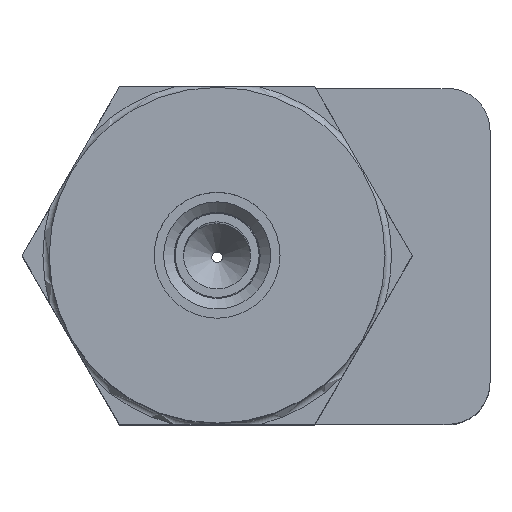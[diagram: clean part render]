
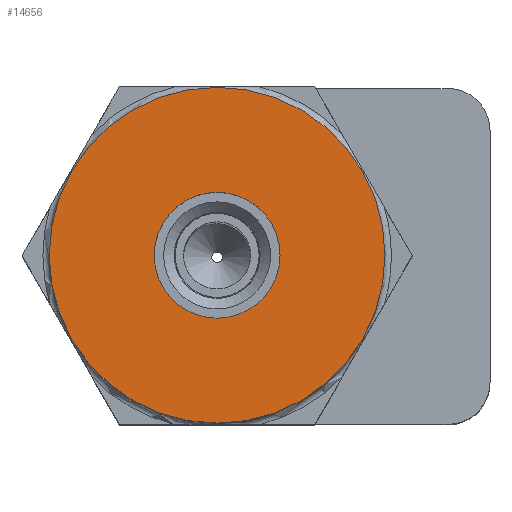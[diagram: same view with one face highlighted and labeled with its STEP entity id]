
A CAD part, top view. The second image highlights one B-rep face of the part: STEP entity #14656.
In plain terms, the highlighted planar face has unit normal (0, 0, 1).
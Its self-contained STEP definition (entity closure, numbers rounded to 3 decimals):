
#14295 = CYLINDRICAL_SURFACE('',#14296,8.);
#14296 = AXIS2_PLACEMENT_3D('',#14297,#14298,#14299);
#14297 = CARTESIAN_POINT('',(5.,8.,44.9));
#14298 = DIRECTION('',(0.,0.,1.));
#14299 = DIRECTION('',(1.,0.,0.));
#14410 = VERTEX_POINT('',#14411);
#14411 = CARTESIAN_POINT('',(13.,8.,49.6));
#14432 = EDGE_CURVE('',#14410,#14410,#14433,.T.);
#14433 = SURFACE_CURVE('',#14434,(#14439,#14468),.PCURVE_S1.);
#14434 = CIRCLE('',#14435,8.);
#14435 = AXIS2_PLACEMENT_3D('',#14436,#14437,#14438);
#14436 = CARTESIAN_POINT('',(5.,8.,49.6));
#14437 = DIRECTION('',(0.,0.,-1.));
#14438 = DIRECTION('',(1.,0.,0.));
#14439 = PCURVE('',#14295,#14440);
#14440 = DEFINITIONAL_REPRESENTATION('',(#14441),#14467);
#14441 = B_SPLINE_CURVE_WITH_KNOTS('',3,(#14442,#14443,#14444,#14445,
    #14446,#14447,#14448,#14449,#14450,#14451,#14452,#14453,#14454,
    #14455,#14456,#14457,#14458,#14459,#14460,#14461,#14462,#14463,
    #14464,#14465,#14466),.UNSPECIFIED.,.F.,.F.,(4,1,1,1,1,1,1,1,1,1,1,1
    ,1,1,1,1,1,1,1,1,1,1,4),(0.,0.286,0.571,
    0.857,1.142,1.428,1.714,
    1.999,2.285,2.57,2.856,
    3.142,3.427,3.713,3.998,
    4.284,4.57,4.855,5.141,
    5.426,5.712,5.998,6.283),
  .QUASI_UNIFORM_KNOTS.);
#14442 = CARTESIAN_POINT('',(6.283,4.7));
#14443 = CARTESIAN_POINT('',(6.188,4.7));
#14444 = CARTESIAN_POINT('',(5.998,4.7));
#14445 = CARTESIAN_POINT('',(5.712,4.7));
#14446 = CARTESIAN_POINT('',(5.426,4.7));
#14447 = CARTESIAN_POINT('',(5.141,4.7));
#14448 = CARTESIAN_POINT('',(4.855,4.7));
#14449 = CARTESIAN_POINT('',(4.57,4.7));
#14450 = CARTESIAN_POINT('',(4.284,4.7));
#14451 = CARTESIAN_POINT('',(3.998,4.7));
#14452 = CARTESIAN_POINT('',(3.713,4.7));
#14453 = CARTESIAN_POINT('',(3.427,4.7));
#14454 = CARTESIAN_POINT('',(3.142,4.7));
#14455 = CARTESIAN_POINT('',(2.856,4.7));
#14456 = CARTESIAN_POINT('',(2.57,4.7));
#14457 = CARTESIAN_POINT('',(2.285,4.7));
#14458 = CARTESIAN_POINT('',(1.999,4.7));
#14459 = CARTESIAN_POINT('',(1.714,4.7));
#14460 = CARTESIAN_POINT('',(1.428,4.7));
#14461 = CARTESIAN_POINT('',(1.142,4.7));
#14462 = CARTESIAN_POINT('',(0.857,4.7));
#14463 = CARTESIAN_POINT('',(0.571,4.7));
#14464 = CARTESIAN_POINT('',(0.286,4.7));
#14465 = CARTESIAN_POINT('',(0.095,4.7));
#14466 = CARTESIAN_POINT('',(0.,4.7));
#14467 = ( GEOMETRIC_REPRESENTATION_CONTEXT(2) 
PARAMETRIC_REPRESENTATION_CONTEXT() REPRESENTATION_CONTEXT('2D SPACE',''
  ) );
#14468 = PCURVE('',#14469,#14474);
#14469 = PLANE('',#14470);
#14470 = AXIS2_PLACEMENT_3D('',#14471,#14472,#14473);
#14471 = CARTESIAN_POINT('',(5.,8.,49.6));
#14472 = DIRECTION('',(-0.,0.,-1.));
#14473 = DIRECTION('',(1.,0.,0.));
#14474 = DEFINITIONAL_REPRESENTATION('',(#14475),#14479);
#14475 = CIRCLE('',#14476,8.);
#14476 = AXIS2_PLACEMENT_2D('',#14477,#14478);
#14477 = CARTESIAN_POINT('',(0.,0.));
#14478 = DIRECTION('',(1.,0.));
#14479 = ( GEOMETRIC_REPRESENTATION_CONTEXT(2) 
PARAMETRIC_REPRESENTATION_CONTEXT() REPRESENTATION_CONTEXT('2D SPACE',''
  ) );
#14656 = ADVANCED_FACE('',(#14657,#14660),#14469,.F.);
#14657 = FACE_BOUND('',#14658,.F.);
#14658 = EDGE_LOOP('',(#14659));
#14659 = ORIENTED_EDGE('',*,*,#14432,.T.);
#14660 = FACE_BOUND('',#14661,.F.);
#14661 = EDGE_LOOP('',(#14662));
#14662 = ORIENTED_EDGE('',*,*,#14663,.F.);
#14663 = EDGE_CURVE('',#14664,#14664,#14666,.T.);
#14664 = VERTEX_POINT('',#14665);
#14665 = CARTESIAN_POINT('',(8.,8.,49.6));
#14666 = SURFACE_CURVE('',#14667,(#14672,#14679),.PCURVE_S1.);
#14667 = CIRCLE('',#14668,3.);
#14668 = AXIS2_PLACEMENT_3D('',#14669,#14670,#14671);
#14669 = CARTESIAN_POINT('',(5.,8.,49.6));
#14670 = DIRECTION('',(0.,0.,-1.));
#14671 = DIRECTION('',(1.,0.,0.));
#14672 = PCURVE('',#14469,#14673);
#14673 = DEFINITIONAL_REPRESENTATION('',(#14674),#14678);
#14674 = CIRCLE('',#14675,3.);
#14675 = AXIS2_PLACEMENT_2D('',#14676,#14677);
#14676 = CARTESIAN_POINT('',(0.,0.));
#14677 = DIRECTION('',(1.,0.));
#14678 = ( GEOMETRIC_REPRESENTATION_CONTEXT(2) 
PARAMETRIC_REPRESENTATION_CONTEXT() REPRESENTATION_CONTEXT('2D SPACE',''
  ) );
#14679 = PCURVE('',#14680,#14685);
#14680 = CYLINDRICAL_SURFACE('',#14681,3.);
#14681 = AXIS2_PLACEMENT_3D('',#14682,#14683,#14684);
#14682 = CARTESIAN_POINT('',(5.,8.,49.6));
#14683 = DIRECTION('',(-0.,0.,-1.));
#14684 = DIRECTION('',(1.,0.,0.));
#14685 = DEFINITIONAL_REPRESENTATION('',(#14686),#14690);
#14686 = LINE('',#14687,#14688);
#14687 = CARTESIAN_POINT('',(0.,0.));
#14688 = VECTOR('',#14689,1.);
#14689 = DIRECTION('',(1.,0.));
#14690 = ( GEOMETRIC_REPRESENTATION_CONTEXT(2) 
PARAMETRIC_REPRESENTATION_CONTEXT() REPRESENTATION_CONTEXT('2D SPACE',''
  ) );
